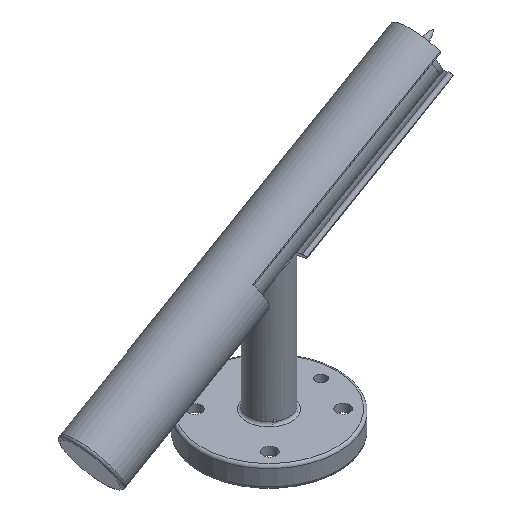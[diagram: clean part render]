
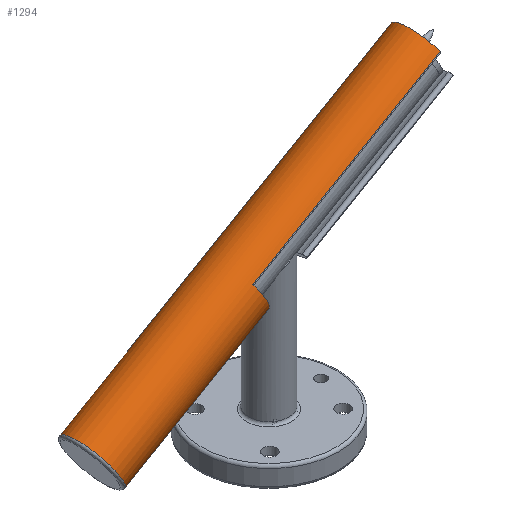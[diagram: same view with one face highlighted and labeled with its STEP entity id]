
A CAD part, isometric view. The second image highlights one B-rep face of the part: STEP entity #1294.
In plain terms, the highlighted cylindrical face has radius 11.25 mm (diameter 22.5 mm), a full revolution.
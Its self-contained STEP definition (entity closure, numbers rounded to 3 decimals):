
#197=CIRCLE('',#1502,11.25);
#198=CIRCLE('',#1503,11.25);
#209=CIRCLE('',#1519,11.25);
#210=CIRCLE('',#1520,11.25);
#211=CIRCLE('',#1521,11.25);
#212=CIRCLE('',#1522,11.25);
#299=FACE_OUTER_BOUND('',#400,.T.);
#400=EDGE_LOOP('',(#1134,#1135,#1136,#1137,#1138,#1139,#1140,#1141,#1142,
#1143,#1144));
#460=LINE('',#5815,#516);
#461=LINE('',#5818,#517);
#466=LINE('',#5839,#522);
#467=LINE('',#5842,#523);
#516=VECTOR('',#1868,10.);
#517=VECTOR('',#1871,1.);
#522=VECTOR('',#1894,10.);
#523=VECTOR('',#1897,11.25);
#638=VERTEX_POINT('',#5799);
#639=VERTEX_POINT('',#5801);
#640=VERTEX_POINT('',#5803);
#644=VERTEX_POINT('',#5813);
#645=VERTEX_POINT('',#5817);
#651=VERTEX_POINT('',#5836);
#652=VERTEX_POINT('',#5838);
#653=VERTEX_POINT('',#5841);
#654=VERTEX_POINT('',#5843);
#799=EDGE_CURVE('',#638,#639,#197,.T.);
#800=EDGE_CURVE('',#639,#640,#198,.T.);
#806=EDGE_CURVE('',#644,#638,#460,.T.);
#807=EDGE_CURVE('',#640,#645,#461,.T.);
#817=EDGE_CURVE('',#644,#651,#209,.T.);
#818=EDGE_CURVE('',#651,#652,#466,.T.);
#819=EDGE_CURVE('',#652,#645,#210,.T.);
#820=EDGE_CURVE('',#639,#653,#467,.T.);
#821=EDGE_CURVE('',#654,#653,#211,.T.);
#822=EDGE_CURVE('',#653,#654,#212,.T.);
#1134=ORIENTED_EDGE('',*,*,#806,.F.);
#1135=ORIENTED_EDGE('',*,*,#817,.T.);
#1136=ORIENTED_EDGE('',*,*,#818,.T.);
#1137=ORIENTED_EDGE('',*,*,#819,.T.);
#1138=ORIENTED_EDGE('',*,*,#807,.F.);
#1139=ORIENTED_EDGE('',*,*,#800,.F.);
#1140=ORIENTED_EDGE('',*,*,#820,.T.);
#1141=ORIENTED_EDGE('',*,*,#821,.F.);
#1142=ORIENTED_EDGE('',*,*,#822,.F.);
#1143=ORIENTED_EDGE('',*,*,#820,.F.);
#1144=ORIENTED_EDGE('',*,*,#799,.F.);
#1228=CYLINDRICAL_SURFACE('',#1518,11.25);
#1294=ADVANCED_FACE('',(#299),#1228,.T.);
#1502=AXIS2_PLACEMENT_3D('',#5802,#1852,#1853);
#1503=AXIS2_PLACEMENT_3D('',#5804,#1854,#1855);
#1518=AXIS2_PLACEMENT_3D('',#5835,#1890,#1891);
#1519=AXIS2_PLACEMENT_3D('',#5837,#1892,#1893);
#1520=AXIS2_PLACEMENT_3D('',#5840,#1895,#1896);
#1521=AXIS2_PLACEMENT_3D('',#5844,#1898,#1899);
#1522=AXIS2_PLACEMENT_3D('',#5845,#1900,#1901);
#1852=DIRECTION('center_axis',(0.,0.,1.));
#1853=DIRECTION('ref_axis',(1.,0.,0.));
#1854=DIRECTION('center_axis',(0.,0.,1.));
#1855=DIRECTION('ref_axis',(1.,0.,0.));
#1868=DIRECTION('',(0.,0.,1.));
#1871=DIRECTION('',(0.,0.,-1.));
#1890=DIRECTION('center_axis',(0.,0.,1.));
#1891=DIRECTION('ref_axis',(1.,0.,0.));
#1892=DIRECTION('center_axis',(0.,0.,1.));
#1893=DIRECTION('ref_axis',(1.,0.,0.));
#1894=DIRECTION('',(0.,0.,-1.));
#1895=DIRECTION('center_axis',(0.,0.,-1.));
#1896=DIRECTION('ref_axis',(1.,0.,0.));
#1897=DIRECTION('',(0.,0.,-1.));
#1898=DIRECTION('center_axis',(0.,0.,-1.));
#1899=DIRECTION('ref_axis',(1.,0.,0.));
#1900=DIRECTION('center_axis',(0.,0.,-1.));
#1901=DIRECTION('ref_axis',(1.,0.,0.));
#5799=CARTESIAN_POINT('',(7.957,7.953,144.));
#5801=CARTESIAN_POINT('',(-11.25,0.,144.));
#5802=CARTESIAN_POINT('Origin',(0.,0.,144.));
#5803=CARTESIAN_POINT('',(8.085,-7.823,144.));
#5804=CARTESIAN_POINT('Origin',(0.,0.,144.));
#5813=CARTESIAN_POINT('',(7.957,7.953,79.5));
#5815=CARTESIAN_POINT('',(7.957,7.953,0.));
#5817=CARTESIAN_POINT('',(8.085,-7.823,61.5));
#5818=CARTESIAN_POINT('',(8.085,-7.823,0.));
#5835=CARTESIAN_POINT('Origin',(0.,0.,0.));
#5836=CARTESIAN_POINT('',(-8.742,7.08,79.5));
#5837=CARTESIAN_POINT('Origin',(0.,0.,79.5));
#5838=CARTESIAN_POINT('',(-8.742,7.08,61.5));
#5839=CARTESIAN_POINT('',(-8.742,7.08,0.));
#5840=CARTESIAN_POINT('Origin',(0.,0.,61.5));
#5841=CARTESIAN_POINT('',(-11.25,0.,-2.));
#5842=CARTESIAN_POINT('',(-11.25,0.,0.));
#5843=CARTESIAN_POINT('',(11.25,0.,-2.));
#5844=CARTESIAN_POINT('Origin',(0.,0.,-2.));
#5845=CARTESIAN_POINT('Origin',(0.,0.,-2.));
